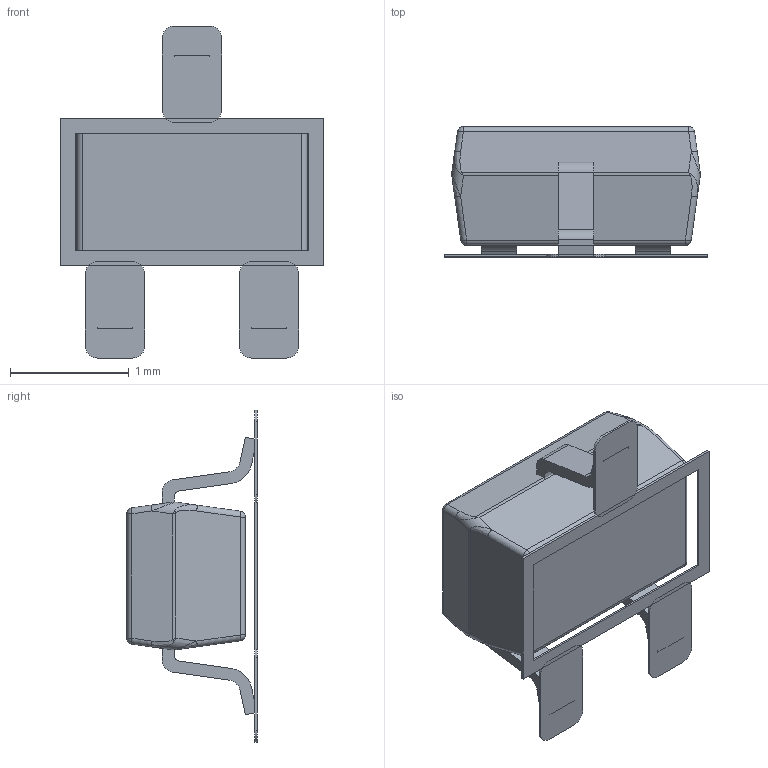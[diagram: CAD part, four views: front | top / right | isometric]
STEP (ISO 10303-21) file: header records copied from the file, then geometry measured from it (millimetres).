
FILE_DESCRIPTION (( 'STEP AP214' ), '1' );
FILE_NAME ('sot323.STEP', '2022-02-07T07:08:40', ( '' ), ( '' ), 'SwSTEP 2.0', 'SolidWorks 2020', '' );
FILE_SCHEMA (( 'AUTOMOTIVE_DESIGN' ));
Length unit declared in the file: millimetre
Products named in the file (1): sot323
Bounding box: 2.22 x 1.1 x 2.8 mm (x, y, z)
Volume: 2.5 mm3; surface area: 17.8 mm2
Topology: 7 solids, 7 shells, 230 faces, 587 edges, 370 vertices
Faces by surface type: plane 89, bspline 85, cylinder 48, sphere 8
Entity records: 13137 total; most frequent: CARTESIAN_POINT 5569, ORIENTED_EDGE 1158, DIRECTION 791, EDGE_CURVE 579, VERTEX_POINT 370, VECTOR 319, LINE 319, UNCERTAINTY_MEASURE_WITH_UNIT 239
